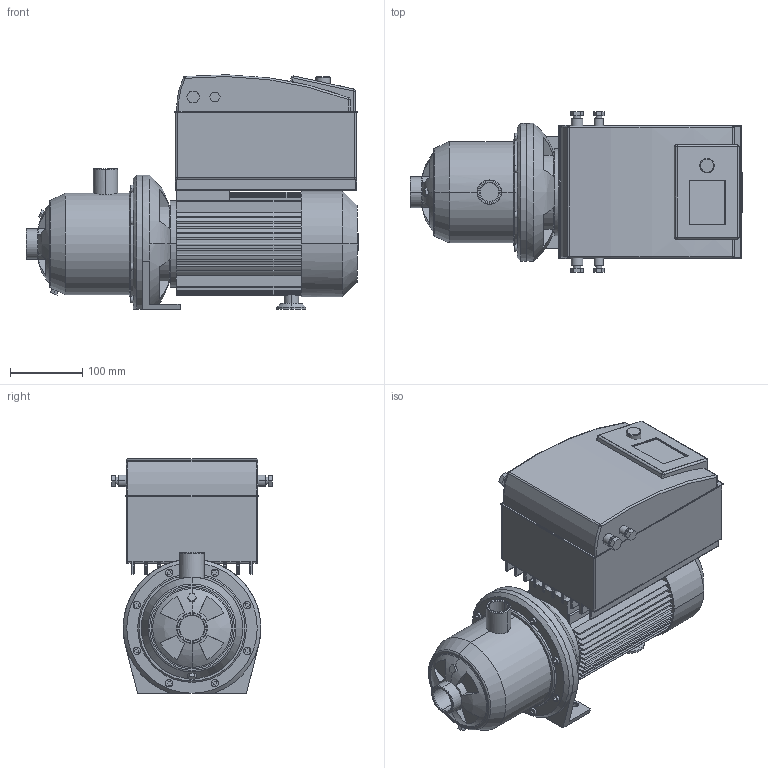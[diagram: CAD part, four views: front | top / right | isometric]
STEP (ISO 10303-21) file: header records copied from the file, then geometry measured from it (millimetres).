
FILE_DESCRIPTION((''),'2;1');
FILE_NAME('3d_MHIE403N-1_E_3-2-2G-4148412.stp','2013-12-06T13:29:47',(''),(''),'Mechanical Desktop 2009','Mechanical Desktop 2009',', , ');
FILE_SCHEMA(('CONFIG_CONTROL_DESIGN'));
Length unit declared in the file: millimetre
Products named in the file (1): Product
Bounding box: 458 x 222 x 323.46 mm (x, y, z)
Volume: 13050783.1 mm3; surface area: 815131.2 mm2
Topology: 11 solids, 11 shells, 775 faces, 1989 edges, 1224 vertices
Faces by surface type: plane 321, cylinder 280, bspline 87, sphere 58, cone 15, torus 14
Entity records: 24323 total; most frequent: CARTESIAN_POINT 5750, ORIENTED_EDGE 3862, DIRECTION 3815, EDGE_CURVE 1931, AXIS2_PLACEMENT_3D 1316, VERTEX_POINT 1224, VECTOR 1183, LINE 1183
